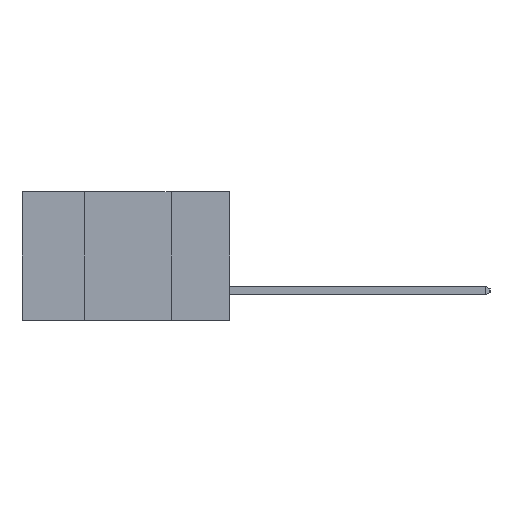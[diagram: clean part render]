
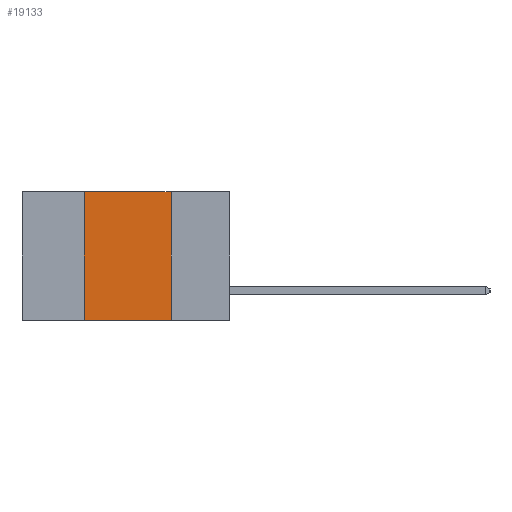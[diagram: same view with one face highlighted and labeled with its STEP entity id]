
A CAD part, left-side view. The second image highlights one B-rep face of the part: STEP entity #19133.
In plain terms, the highlighted planar face has unit normal (-1, 0, 0).
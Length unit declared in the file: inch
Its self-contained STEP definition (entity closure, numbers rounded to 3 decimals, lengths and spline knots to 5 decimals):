
#172 = CARTESIAN_POINT ( 'NONE',  ( 0., 0.17, 0. ) ) ;
#334 = DIRECTION ( 'NONE',  ( 0., -1., 0. ) ) ;
#686 = VECTOR ( 'NONE', #5712, 39.37008 ) ;
#1289 = CARTESIAN_POINT ( 'NONE',  ( 0., 0.17, 0. ) ) ;
#1292 = LINE ( 'NONE', #172, #686 ) ;
#1528 = DIRECTION ( 'NONE',  ( 0., -1., 0. ) ) ;
#1554 = AXIS2_PLACEMENT_3D ( 'NONE', #5908, #19279, #7887 ) ;
#1900 = EDGE_CURVE ( 'NONE', #24188, #18194, #24254, .T. ) ;
#2481 = ORIENTED_EDGE ( 'NONE', *, *, #22982, .F. ) ;
#3300 = FACE_OUTER_BOUND ( 'NONE', #19846, .T. ) ;
#3754 = EDGE_CURVE ( 'NONE', #18194, #8790, #1292, .T. ) ;
#4797 = LINE ( 'NONE', #24306, #14560 ) ;
#5712 = DIRECTION ( 'NONE',  ( 0., 0., -1. ) ) ;
#5908 = CARTESIAN_POINT ( 'NONE',  ( 0., 0.6, 0. ) ) ;
#6180 = VERTEX_POINT ( 'NONE', #9584 ) ;
#7887 = DIRECTION ( 'NONE',  ( 0., 0., -1. ) ) ;
#8183 = CARTESIAN_POINT ( 'NONE',  ( 0., 0.42, 0. ) ) ;
#8699 = VECTOR ( 'NONE', #12016, 39.37008 ) ;
#8790 = VERTEX_POINT ( 'NONE', #18256 ) ;
#8937 = ORIENTED_EDGE ( 'NONE', *, *, #3754, .F. ) ;
#9584 = CARTESIAN_POINT ( 'NONE',  ( 0., 0.42, -0.37 ) ) ;
#10071 = CARTESIAN_POINT ( 'NONE',  ( 0., 0.42, 0. ) ) ;
#11467 = CARTESIAN_POINT ( 'NONE',  ( 0., 0.6, 0. ) ) ;
#12016 = DIRECTION ( 'NONE',  ( 0., 0., 1. ) ) ;
#12558 = ORIENTED_EDGE ( 'NONE', *, *, #15271, .T. ) ;
#13869 = VECTOR ( 'NONE', #334, 39.37008 ) ;
#14560 = VECTOR ( 'NONE', #1528, 39.37008 ) ;
#15271 = EDGE_CURVE ( 'NONE', #6180, #8790, #4797, .T. ) ;
#18194 = VERTEX_POINT ( 'NONE', #1289 ) ;
#18256 = CARTESIAN_POINT ( 'NONE',  ( 0., 0.17, -0.37 ) ) ;
#19133 = ADVANCED_FACE ( 'NONE', ( #3300 ), #21038, .F. ) ;
#19279 = DIRECTION ( 'NONE',  ( 1., 0., 0. ) ) ;
#19846 = EDGE_LOOP ( 'NONE', ( #8937, #20198, #2481, #12558 ) ) ;
#20198 = ORIENTED_EDGE ( 'NONE', *, *, #1900, .F. ) ;
#21038 = PLANE ( 'NONE',  #1554 ) ;
#22982 = EDGE_CURVE ( 'NONE', #6180, #24188, #23662, .T. ) ;
#23662 = LINE ( 'NONE', #10071, #8699 ) ;
#24188 = VERTEX_POINT ( 'NONE', #8183 ) ;
#24254 = LINE ( 'NONE', #11467, #13869 ) ;
#24306 = CARTESIAN_POINT ( 'NONE',  ( 0., 0.6, -0.37 ) ) ;
